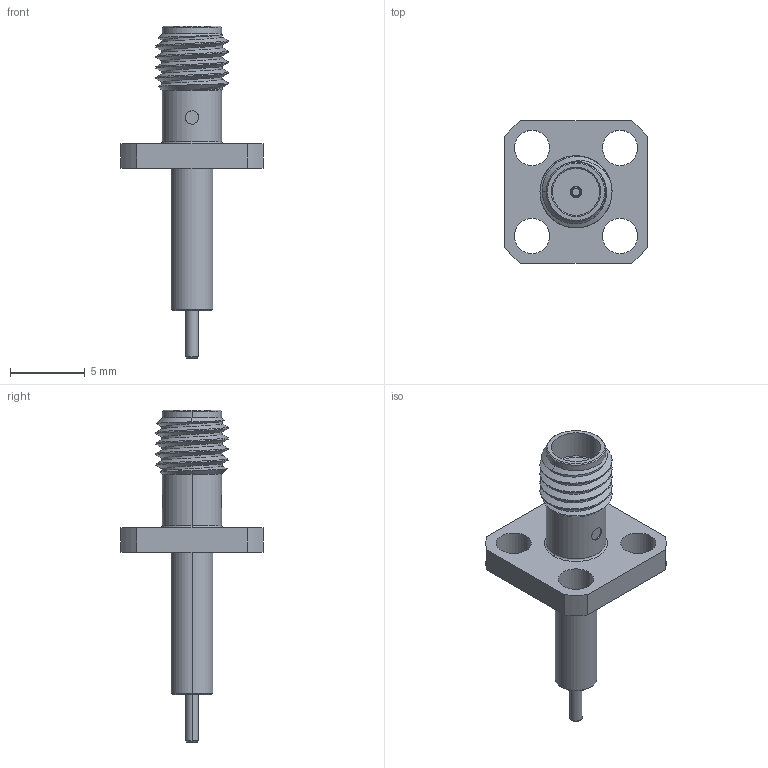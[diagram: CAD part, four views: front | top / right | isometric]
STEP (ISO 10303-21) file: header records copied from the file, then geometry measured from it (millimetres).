
FILE_DESCRIPTION (( 'STEP AP203' ), '1' );
FILE_NAME ('PE44434.step', '2019-06-24T14:52:25', ( '' ), ( '' ), 'SwSTEP 2.0', 'SolidWorks 2018', '' );
FILE_SCHEMA (( 'CONFIG_CONTROL_DESIGN' ));
Length unit declared in the file: inch
Products named in the file (1): PE44434
Bounding box: 9.53 x 9.53 x 22.23 mm (x, y, z)
Volume: 268.1 mm3; surface area: 499.8 mm2
Topology: 1 solids, 1 shells, 81 faces, 201 edges, 129 vertices
Faces by surface type: cylinder 40, plane 21, cone 15, bspline 3, torus 2
Entity records: 4167 total; most frequent: CARTESIAN_POINT 2172, ORIENTED_EDGE 402, DIRECTION 400, EDGE_CURVE 201, AXIS2_PLACEMENT_3D 160, VERTEX_POINT 129, EDGE_LOOP 96, ADVANCED_FACE 81
